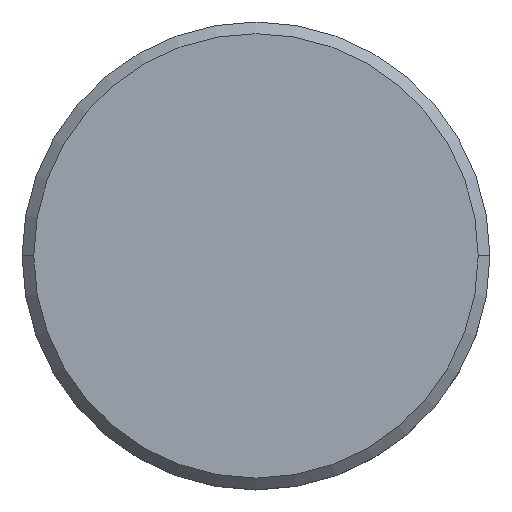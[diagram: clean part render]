
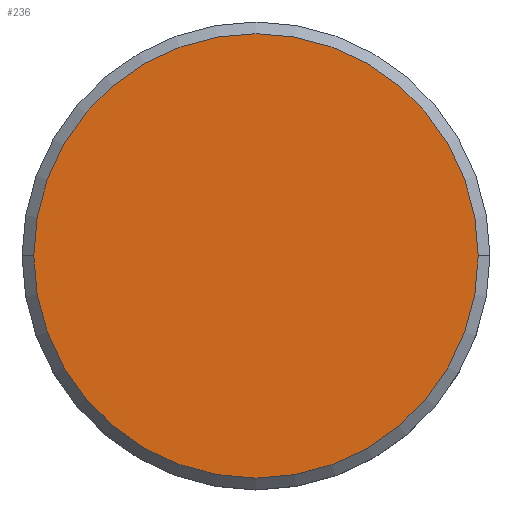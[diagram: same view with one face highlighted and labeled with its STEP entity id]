
A CAD part, top view. The second image highlights one B-rep face of the part: STEP entity #236.
In plain terms, the highlighted planar face has unit normal (0, 0, 1).
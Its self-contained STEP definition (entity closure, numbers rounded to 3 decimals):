
#78 = EDGE_CURVE ( 'NONE', #99, #132, #389, .T. ) ;
#85 = AXIS2_PLACEMENT_3D ( 'NONE', #437, #406, #394 ) ;
#99 = VERTEX_POINT ( 'NONE', #452 ) ;
#127 = FACE_OUTER_BOUND ( 'NONE', #332, .T. ) ;
#132 = VERTEX_POINT ( 'NONE', #174 ) ;
#151 = CIRCLE ( 'NONE', #539, 9.5 ) ;
#174 = CARTESIAN_POINT ( 'NONE',  ( -9.5, 0., 0. ) ) ;
#236 = ADVANCED_FACE ( 'NONE', ( #127 ), #290, .T. ) ;
#244 = DIRECTION ( 'NONE',  ( 0., 0., 1. ) ) ;
#247 = AXIS2_PLACEMENT_3D ( 'NONE', #391, #244, #444 ) ;
#253 = ORIENTED_EDGE ( 'NONE', *, *, #78, .T. ) ;
#290 = PLANE ( 'NONE',  #247 ) ;
#321 = EDGE_CURVE ( 'NONE', #132, #99, #151, .T. ) ;
#332 = EDGE_LOOP ( 'NONE', ( #374, #253 ) ) ;
#333 = CARTESIAN_POINT ( 'NONE',  ( 0., 0., 0. ) ) ;
#340 = DIRECTION ( 'NONE',  ( 0., 0., 1. ) ) ;
#374 = ORIENTED_EDGE ( 'NONE', *, *, #321, .T. ) ;
#389 = CIRCLE ( 'NONE', #85, 9.5 ) ;
#391 = CARTESIAN_POINT ( 'NONE',  ( 0., 0., 0. ) ) ;
#394 = DIRECTION ( 'NONE',  ( 1., 0., 0. ) ) ;
#406 = DIRECTION ( 'NONE',  ( 0., 0., 1. ) ) ;
#437 = CARTESIAN_POINT ( 'NONE',  ( 0., 0., 0. ) ) ;
#444 = DIRECTION ( 'NONE',  ( 1., 0., 0. ) ) ;
#452 = CARTESIAN_POINT ( 'NONE',  ( 9.5, 0., 0. ) ) ;
#469 = DIRECTION ( 'NONE',  ( 1., 0., 0. ) ) ;
#539 = AXIS2_PLACEMENT_3D ( 'NONE', #333, #340, #469 ) ;
